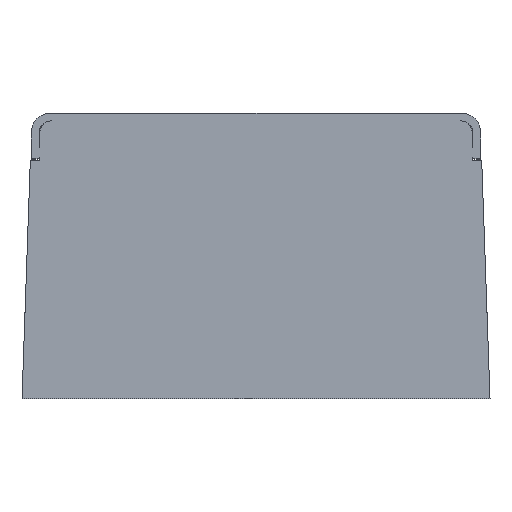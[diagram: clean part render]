
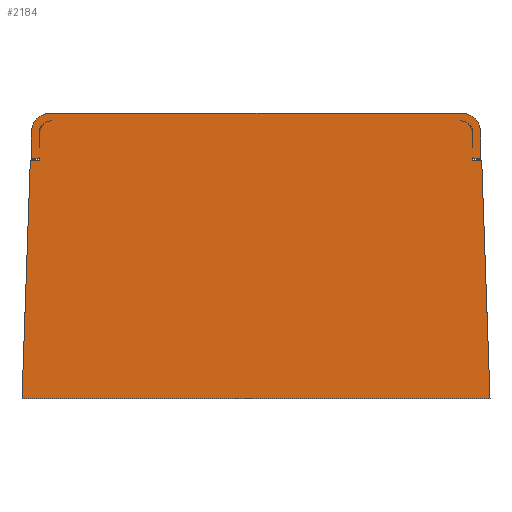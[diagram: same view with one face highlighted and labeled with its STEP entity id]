
A CAD part, top view. The second image highlights one B-rep face of the part: STEP entity #2184.
In plain terms, the highlighted planar face has unit normal (0, 0, 1).
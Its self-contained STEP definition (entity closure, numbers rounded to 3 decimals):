
#377=CARTESIAN_POINT('',(51.5,31.,30.));
#378=DIRECTION('',(0.,0.,1.));
#379=DIRECTION('',(1.,0.,0.));
#380=AXIS2_PLACEMENT_3D('',#377,#378,#379);
#382=DIRECTION('',(0.,1.,0.));
#383=VECTOR('',#382,3.6);
#384=CARTESIAN_POINT('',(54.5,27.4,30.));
#385=LINE('',#384,#383);
#386=CARTESIAN_POINT('',(53.7,28.,30.));
#387=DIRECTION('',(0.,0.,-1.));
#388=DIRECTION('',(1.,0.,0.));
#389=AXIS2_PLACEMENT_3D('',#386,#387,#388);
#391=DIRECTION('',(0.,-1.,0.));
#392=VECTOR('',#391,3.);
#393=CARTESIAN_POINT('',(54.7,31.,30.));
#394=LINE('',#393,#392);
#395=CARTESIAN_POINT('',(51.7,31.,30.));
#396=DIRECTION('',(0.,0.,-1.));
#397=DIRECTION('',(0.,1.,0.));
#398=AXIS2_PLACEMENT_3D('',#395,#396,#397);
#400=DIRECTION('',(0.,-1.,0.));
#401=VECTOR('',#400,0.673);
#402=CARTESIAN_POINT('',(-54.5,24.673,30.));
#403=LINE('',#402,#401);
#404=CARTESIAN_POINT('',(-55.2,26.,30.));
#405=DIRECTION('',(0.,0.,1.));
#406=DIRECTION('',(0.,-1.,0.));
#407=AXIS2_PLACEMENT_3D('',#404,#405,#406);
#409=DIRECTION('',(1.,0.,0.));
#410=VECTOR('',#409,1.5);
#411=CARTESIAN_POINT('',(-56.7,24.5,30.));
#412=LINE('',#411,#410);
#413=DIRECTION('',(0.,-1.,0.));
#414=VECTOR('',#413,6.5);
#415=CARTESIAN_POINT('',(-56.7,31.,30.));
#416=LINE('',#415,#414);
#417=CARTESIAN_POINT('',(-51.7,31.,30.));
#418=DIRECTION('',(0.,0.,1.));
#419=DIRECTION('',(0.,1.,0.));
#420=AXIS2_PLACEMENT_3D('',#417,#418,#419);
#422=DIRECTION('',(-1.,0.,0.));
#423=VECTOR('',#422,103.4);
#424=CARTESIAN_POINT('',(51.7,36.,30.));
#425=LINE('',#424,#423);
#426=CARTESIAN_POINT('',(51.7,31.,30.));
#427=DIRECTION('',(0.,0.,1.));
#428=DIRECTION('',(1.,0.,0.));
#429=AXIS2_PLACEMENT_3D('',#426,#427,#428);
#431=DIRECTION('',(0.,1.,0.));
#432=VECTOR('',#431,6.5);
#433=CARTESIAN_POINT('',(56.7,24.5,30.));
#434=LINE('',#433,#432);
#435=DIRECTION('',(1.,0.,0.));
#436=VECTOR('',#435,1.5);
#437=CARTESIAN_POINT('',(55.2,24.5,30.));
#438=LINE('',#437,#436);
#439=CARTESIAN_POINT('',(55.2,26.,30.));
#440=DIRECTION('',(0.,0.,1.));
#441=DIRECTION('',(-0.467,-0.884,0.));
#442=AXIS2_PLACEMENT_3D('',#439,#440,#441);
#444=DIRECTION('',(0.,1.,0.));
#445=VECTOR('',#444,0.673);
#446=CARTESIAN_POINT('',(54.5,24.,30.));
#447=LINE('',#446,#445);
#448=DIRECTION('',(-1.,0.,0.));
#449=VECTOR('',#448,2.405);
#450=CARTESIAN_POINT('',(56.905,24.,30.));
#451=LINE('',#450,#449);
#452=DIRECTION('',(-0.035,0.999,0.));
#453=VECTOR('',#452,60.037);
#454=CARTESIAN_POINT('',(59.,-36.,30.));
#455=LINE('',#454,#453);
#456=DIRECTION('',(1.,0.,0.));
#457=VECTOR('',#456,118.);
#458=CARTESIAN_POINT('',(-59.,-36.,30.));
#459=LINE('',#458,#457);
#460=DIRECTION('',(-0.035,-0.999,0.));
#461=VECTOR('',#460,60.037);
#462=CARTESIAN_POINT('',(-56.905,24.,30.));
#463=LINE('',#462,#461);
#464=DIRECTION('',(-1.,0.,0.));
#465=VECTOR('',#464,2.405);
#466=CARTESIAN_POINT('',(-54.5,24.,30.));
#467=LINE('',#466,#465);
#468=CARTESIAN_POINT('',(-51.7,31.,30.));
#469=DIRECTION('',(0.,0.,-1.));
#470=DIRECTION('',(-1.,0.,0.));
#471=AXIS2_PLACEMENT_3D('',#468,#469,#470);
#473=DIRECTION('',(0.,1.,0.));
#474=VECTOR('',#473,3.);
#475=CARTESIAN_POINT('',(-54.7,28.,30.));
#476=LINE('',#475,#474);
#477=CARTESIAN_POINT('',(-53.7,28.,30.));
#478=DIRECTION('',(0.,0.,-1.));
#479=DIRECTION('',(-0.8,-0.6,0.));
#480=AXIS2_PLACEMENT_3D('',#477,#478,#479);
#482=DIRECTION('',(0.,-1.,0.));
#483=VECTOR('',#482,3.6);
#484=CARTESIAN_POINT('',(-54.5,31.,30.));
#485=LINE('',#484,#483);
#486=CARTESIAN_POINT('',(-51.5,31.,30.));
#487=DIRECTION('',(0.,0.,1.));
#488=DIRECTION('',(-0.067,0.998,0.));
#489=AXIS2_PLACEMENT_3D('',#486,#487,#488);
#1406=CARTESIAN_POINT('',(-54.5,24.,30.));
#1407=CARTESIAN_POINT('',(-56.905,24.,30.));
#1408=VERTEX_POINT('',#1406);
#1409=VERTEX_POINT('',#1407);
#1410=CARTESIAN_POINT('',(-59.,-36.,30.));
#1411=VERTEX_POINT('',#1410);
#1412=CARTESIAN_POINT('',(59.,-36.,30.));
#1413=VERTEX_POINT('',#1412);
#1414=CARTESIAN_POINT('',(56.905,24.,30.));
#1415=VERTEX_POINT('',#1414);
#1416=CARTESIAN_POINT('',(54.5,24.,30.));
#1417=VERTEX_POINT('',#1416);
#1479=CARTESIAN_POINT('',(54.5,31.,30.));
#1481=VERTEX_POINT('',#1479);
#1487=CARTESIAN_POINT('',(-54.5,31.,30.));
#1489=VERTEX_POINT('',#1487);
#1518=CARTESIAN_POINT('',(51.7,34.,30.));
#1519=CARTESIAN_POINT('',(54.7,31.,30.));
#1520=VERTEX_POINT('',#1518);
#1521=VERTEX_POINT('',#1519);
#1522=CARTESIAN_POINT('',(54.7,28.,30.));
#1523=VERTEX_POINT('',#1522);
#1524=CARTESIAN_POINT('',(55.2,24.5,30.));
#1525=CARTESIAN_POINT('',(56.7,24.5,30.));
#1526=VERTEX_POINT('',#1524);
#1527=VERTEX_POINT('',#1525);
#1528=CARTESIAN_POINT('',(56.7,31.,30.));
#1529=VERTEX_POINT('',#1528);
#1530=CARTESIAN_POINT('',(51.7,36.,30.));
#1531=VERTEX_POINT('',#1530);
#1532=CARTESIAN_POINT('',(-51.7,36.,30.));
#1533=VERTEX_POINT('',#1532);
#1534=CARTESIAN_POINT('',(-56.7,31.,30.));
#1535=VERTEX_POINT('',#1534);
#1536=CARTESIAN_POINT('',(-56.7,24.5,30.));
#1537=VERTEX_POINT('',#1536);
#1538=CARTESIAN_POINT('',(-55.2,24.5,30.));
#1539=VERTEX_POINT('',#1538);
#1540=CARTESIAN_POINT('',(-54.7,28.,30.));
#1541=CARTESIAN_POINT('',(-54.7,31.,30.));
#1542=VERTEX_POINT('',#1540);
#1543=VERTEX_POINT('',#1541);
#1544=CARTESIAN_POINT('',(-51.7,34.,30.));
#1545=VERTEX_POINT('',#1544);
#1551=CARTESIAN_POINT('',(54.5,24.673,30.));
#1553=VERTEX_POINT('',#1551);
#1559=CARTESIAN_POINT('',(54.5,27.4,30.));
#1561=VERTEX_POINT('',#1559);
#1583=CARTESIAN_POINT('',(-54.5,27.4,30.));
#1585=VERTEX_POINT('',#1583);
#1591=CARTESIAN_POINT('',(-54.5,24.673,30.));
#1593=VERTEX_POINT('',#1591);
#2129=CARTESIAN_POINT('',(0.,0.,30.));
#2130=DIRECTION('',(0.,0.,1.));
#2131=DIRECTION('',(1.,0.,0.));
#2132=AXIS2_PLACEMENT_3D('',#2129,#2130,#2131);
#2133=PLANE('',#2132);
#2135=ORIENTED_EDGE('',*,*,#2134,.F.);
#2137=ORIENTED_EDGE('',*,*,#2136,.F.);
#2139=ORIENTED_EDGE('',*,*,#2138,.F.);
#2141=ORIENTED_EDGE('',*,*,#2140,.F.);
#2143=ORIENTED_EDGE('',*,*,#2142,.F.);
#2145=ORIENTED_EDGE('',*,*,#2144,.F.);
#2147=ORIENTED_EDGE('',*,*,#2146,.F.);
#2149=ORIENTED_EDGE('',*,*,#2148,.F.);
#2151=ORIENTED_EDGE('',*,*,#2150,.F.);
#2153=ORIENTED_EDGE('',*,*,#2152,.F.);
#2155=ORIENTED_EDGE('',*,*,#2154,.F.);
#2157=ORIENTED_EDGE('',*,*,#2156,.F.);
#2159=ORIENTED_EDGE('',*,*,#2158,.F.);
#2161=ORIENTED_EDGE('',*,*,#2160,.F.);
#2163=ORIENTED_EDGE('',*,*,#2162,.F.);
#2165=ORIENTED_EDGE('',*,*,#2164,.F.);
#2166=EDGE_LOOP('',(#2135,#2137,#2139,#2141,#2143,#2145,#2147,#2149,#2151,#2153,
#2155,#2157,#2159,#2161,#2163,#2165));
#2167=FACE_OUTER_BOUND('',#2166,.F.);
#2168=ORIENTED_EDGE('',*,*,#2050,.F.);
#2169=ORIENTED_EDGE('',*,*,#2076,.F.);
#2170=ORIENTED_EDGE('',*,*,#2092,.F.);
#2171=ORIENTED_EDGE('',*,*,#2110,.F.);
#2172=ORIENTED_EDGE('',*,*,#2123,.F.);
#2173=EDGE_LOOP('',(#2168,#2169,#2170,#2171,#2172));
#2174=FACE_BOUND('',#2173,.F.);
#2176=ORIENTED_EDGE('',*,*,#2175,.F.);
#2178=ORIENTED_EDGE('',*,*,#2177,.F.);
#2179=ORIENTED_EDGE('',*,*,#1967,.F.);
#2180=ORIENTED_EDGE('',*,*,#1950,.F.);
#2181=ORIENTED_EDGE('',*,*,#1836,.F.);
#2182=EDGE_LOOP('',(#2176,#2178,#2179,#2180,#2181));
#2183=FACE_BOUND('',#2182,.F.);
#381=CIRCLE('',#380,3.);
#390=CIRCLE('',#389,1.);
#399=CIRCLE('',#398,3.);
#408=CIRCLE('',#407,1.5);
#421=CIRCLE('',#420,5.);
#430=CIRCLE('',#429,5.);
#443=CIRCLE('',#442,1.5);
#472=CIRCLE('',#471,3.);
#481=CIRCLE('',#480,1.);
#490=CIRCLE('',#489,3.);
#1836=EDGE_CURVE('',#1545,#1489,#490,.T.);
#1950=EDGE_CURVE('',#1489,#1585,#485,.T.);
#1967=EDGE_CURVE('',#1585,#1542,#481,.T.);
#2050=EDGE_CURVE('',#1481,#1520,#381,.T.);
#2076=EDGE_CURVE('',#1561,#1481,#385,.T.);
#2092=EDGE_CURVE('',#1523,#1561,#390,.T.);
#2110=EDGE_CURVE('',#1521,#1523,#394,.T.);
#2123=EDGE_CURVE('',#1520,#1521,#399,.T.);
#2134=EDGE_CURVE('',#1593,#1408,#403,.T.);
#2136=EDGE_CURVE('',#1539,#1593,#408,.T.);
#2138=EDGE_CURVE('',#1537,#1539,#412,.T.);
#2140=EDGE_CURVE('',#1535,#1537,#416,.T.);
#2142=EDGE_CURVE('',#1533,#1535,#421,.T.);
#2144=EDGE_CURVE('',#1531,#1533,#425,.T.);
#2146=EDGE_CURVE('',#1529,#1531,#430,.T.);
#2148=EDGE_CURVE('',#1527,#1529,#434,.T.);
#2150=EDGE_CURVE('',#1526,#1527,#438,.T.);
#2152=EDGE_CURVE('',#1553,#1526,#443,.T.);
#2154=EDGE_CURVE('',#1417,#1553,#447,.T.);
#2156=EDGE_CURVE('',#1415,#1417,#451,.T.);
#2158=EDGE_CURVE('',#1413,#1415,#455,.T.);
#2160=EDGE_CURVE('',#1411,#1413,#459,.T.);
#2162=EDGE_CURVE('',#1409,#1411,#463,.T.);
#2164=EDGE_CURVE('',#1408,#1409,#467,.T.);
#2175=EDGE_CURVE('',#1543,#1545,#472,.T.);
#2177=EDGE_CURVE('',#1542,#1543,#476,.T.);
#2184=ADVANCED_FACE('',(#2167,#2174,#2183),#2133,.T.);
